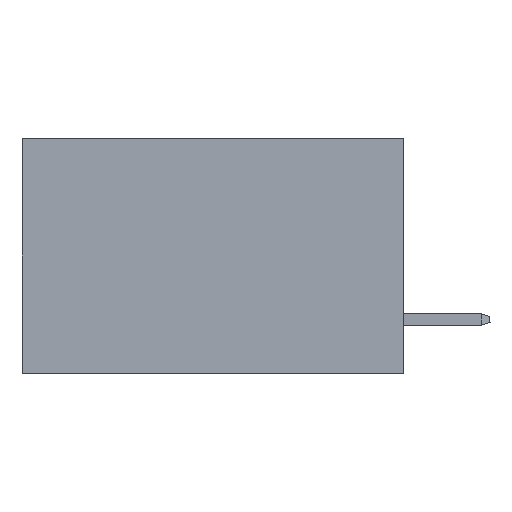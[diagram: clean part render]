
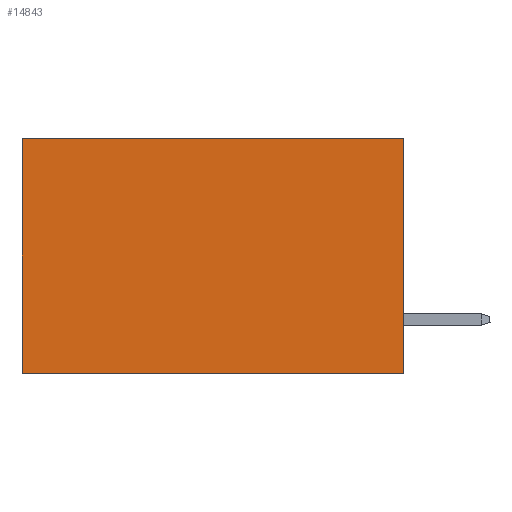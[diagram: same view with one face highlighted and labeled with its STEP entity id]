
A CAD part, left-side view. The second image highlights one B-rep face of the part: STEP entity #14843.
In plain terms, the highlighted planar face has unit normal (-1, 0, 0).
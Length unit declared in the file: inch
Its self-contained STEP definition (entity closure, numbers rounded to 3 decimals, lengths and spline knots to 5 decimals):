
#1430 = FACE_OUTER_BOUND ( 'NONE', #21893, .T. ) ;
#1918 = PLANE ( 'NONE',  #28469 ) ;
#2895 = ORIENTED_EDGE ( 'NONE', *, *, #24957, .F. ) ;
#3971 = CARTESIAN_POINT ( 'NONE',  ( 0.2875, 0.6, 0. ) ) ;
#4171 = VECTOR ( 'NONE', #29095, 39.37008 ) ;
#4425 = VECTOR ( 'NONE', #25123, 39.37008 ) ;
#5284 = LINE ( 'NONE', #7288, #30007 ) ;
#5713 = VERTEX_POINT ( 'NONE', #3971 ) ;
#7288 = CARTESIAN_POINT ( 'NONE',  ( 0.2875, 0.6, 0. ) ) ;
#8242 = CARTESIAN_POINT ( 'NONE',  ( 0.2875, 0.6, -0.37 ) ) ;
#12955 = ORIENTED_EDGE ( 'NONE', *, *, #13873, .F. ) ;
#13533 = CARTESIAN_POINT ( 'NONE',  ( 0.2875, 0., -0.37 ) ) ;
#13797 = LINE ( 'NONE', #13951, #30298 ) ;
#13873 = EDGE_CURVE ( 'NONE', #22899, #22831, #19019, .T. ) ;
#13951 = CARTESIAN_POINT ( 'NONE',  ( 0.2875, 0., -0.37 ) ) ;
#14115 = EDGE_CURVE ( 'NONE', #5713, #21477, #5284, .T. ) ;
#14843 = ADVANCED_FACE ( 'NONE', ( #1430 ), #1918, .F. ) ;
#15532 = CARTESIAN_POINT ( 'NONE',  ( 0.2875, 0., 0. ) ) ;
#18238 = DIRECTION ( 'NONE',  ( 0., 1., 0. ) ) ;
#19019 = LINE ( 'NONE', #23037, #4171 ) ;
#19420 = CARTESIAN_POINT ( 'NONE',  ( 0.2875, 0., 0. ) ) ;
#21207 = EDGE_CURVE ( 'NONE', #22899, #5713, #22967, .T. ) ;
#21418 = DIRECTION ( 'NONE',  ( 0., 0., -1. ) ) ;
#21477 = VERTEX_POINT ( 'NONE', #8242 ) ;
#21893 = EDGE_LOOP ( 'NONE', ( #28877, #2895, #12955, #21930 ) ) ;
#21930 = ORIENTED_EDGE ( 'NONE', *, *, #21207, .T. ) ;
#22077 = DIRECTION ( 'NONE',  ( 1., 0., 0. ) ) ;
#22476 = DIRECTION ( 'NONE',  ( 0., 0., -1. ) ) ;
#22831 = VERTEX_POINT ( 'NONE', #13533 ) ;
#22899 = VERTEX_POINT ( 'NONE', #24756 ) ;
#22967 = LINE ( 'NONE', #15532, #4425 ) ;
#23037 = CARTESIAN_POINT ( 'NONE',  ( 0.2875, 0., 0. ) ) ;
#24756 = CARTESIAN_POINT ( 'NONE',  ( 0.2875, 0., 0. ) ) ;
#24957 = EDGE_CURVE ( 'NONE', #22831, #21477, #13797, .T. ) ;
#25123 = DIRECTION ( 'NONE',  ( 0., 1., 0. ) ) ;
#28469 = AXIS2_PLACEMENT_3D ( 'NONE', #19420, #22077, #21418 ) ;
#28877 = ORIENTED_EDGE ( 'NONE', *, *, #14115, .T. ) ;
#29095 = DIRECTION ( 'NONE',  ( 0., 0., -1. ) ) ;
#30007 = VECTOR ( 'NONE', #22476, 39.37008 ) ;
#30298 = VECTOR ( 'NONE', #18238, 39.37008 ) ;
